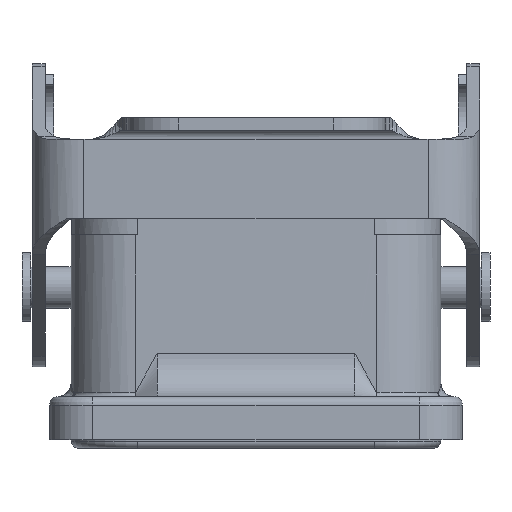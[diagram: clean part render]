
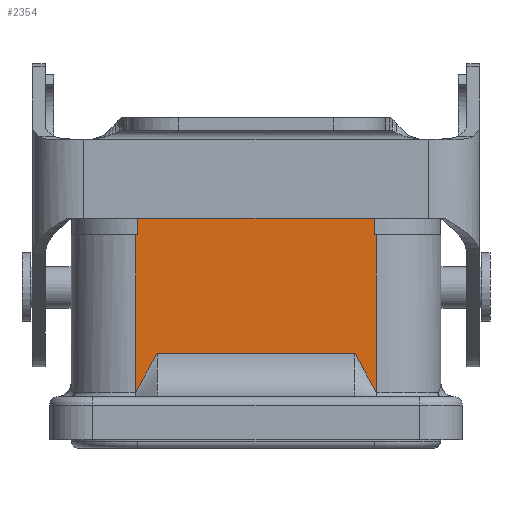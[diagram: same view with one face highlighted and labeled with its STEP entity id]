
A CAD part, left-side view. The second image highlights one B-rep face of the part: STEP entity #2354.
In plain terms, the highlighted planar face has unit normal (-1, 0, 0).
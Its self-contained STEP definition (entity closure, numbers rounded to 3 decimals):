
#1914=FACE_OUTER_BOUND('',#4736,.T.);
#2354=ADVANCED_FACE('',(#1914),#2779,.F.);
#2779=PLANE('',#10111);
#3183=LINE('',#14181,#3734);
#3184=LINE('',#14202,#3735);
#3185=LINE('',#14205,#3736);
#3186=LINE('',#14211,#3737);
#3187=LINE('',#14213,#3738);
#3188=LINE('',#14215,#3739);
#3189=LINE('',#14221,#3740);
#3190=LINE('',#14223,#3741);
#3734=VECTOR('',#11355,1.);
#3735=VECTOR('',#11358,1.);
#3736=VECTOR('',#11359,1.);
#3737=VECTOR('',#11360,1.);
#3738=VECTOR('',#11361,1.);
#3739=VECTOR('',#11362,1.);
#3740=VECTOR('',#11363,1.);
#3741=VECTOR('',#11364,1.);
#4143=B_SPLINE_CURVE_WITH_KNOTS('',3,(#14206,#14207,#14208,#14209),
 .UNSPECIFIED.,.F.,.F.,(4,4),(0.,1.),.UNSPECIFIED.);
#4144=B_SPLINE_CURVE_WITH_KNOTS('',3,(#14217,#14218,#14219,#14220),
 .UNSPECIFIED.,.F.,.F.,(4,4),(0.,1.),.UNSPECIFIED.);
#4736=EDGE_LOOP('',(#5965,#5966,#5967,#5968,#5969,#5970,#5971,#5972,#5973,
#5974));
#5965=ORIENTED_EDGE('',*,*,#8819,.F.);
#5966=ORIENTED_EDGE('',*,*,#8820,.F.);
#5967=ORIENTED_EDGE('',*,*,#8816,.F.);
#5968=ORIENTED_EDGE('',*,*,#8821,.F.);
#5969=ORIENTED_EDGE('',*,*,#8822,.F.);
#5970=ORIENTED_EDGE('',*,*,#8823,.T.);
#5971=ORIENTED_EDGE('',*,*,#8824,.F.);
#5972=ORIENTED_EDGE('',*,*,#8825,.F.);
#5973=ORIENTED_EDGE('',*,*,#8826,.F.);
#5974=ORIENTED_EDGE('',*,*,#8827,.F.);
#7627=VERTEX_POINT('',#12817);
#7858=VERTEX_POINT('',#13878);
#7890=VERTEX_POINT('',#14182);
#7892=VERTEX_POINT('',#14203);
#7893=VERTEX_POINT('',#14204);
#7894=VERTEX_POINT('',#14210);
#7895=VERTEX_POINT('',#14212);
#7896=VERTEX_POINT('',#14214);
#7897=VERTEX_POINT('',#14216);
#7898=VERTEX_POINT('',#14222);
#8816=EDGE_CURVE('',#7858,#7890,#3183,.T.);
#8819=EDGE_CURVE('',#7892,#7893,#3184,.T.);
#8820=EDGE_CURVE('',#7890,#7892,#3185,.T.);
#8821=EDGE_CURVE('',#7894,#7858,#4143,.T.);
#8822=EDGE_CURVE('',#7895,#7894,#3186,.T.);
#8823=EDGE_CURVE('',#7895,#7896,#3187,.T.);
#8824=EDGE_CURVE('',#7897,#7896,#3188,.T.);
#8825=EDGE_CURVE('',#7627,#7897,#4144,.T.);
#8826=EDGE_CURVE('',#7898,#7627,#3189,.T.);
#8827=EDGE_CURVE('',#7893,#7898,#3190,.T.);
#10111=AXIS2_PLACEMENT_3D('',#14224,#11365,#11366);
#11355=DIRECTION('',(0.,0.,-1.));
#11358=DIRECTION('',(0.,1.,0.));
#11359=DIRECTION('',(0.,0.486,0.874));
#11360=DIRECTION('',(0.,0.,-1.));
#11361=DIRECTION('',(0.,1.,0.));
#11362=DIRECTION('',(0.,0.,1.));
#11363=DIRECTION('',(0.,0.,1.));
#11364=DIRECTION('',(0.,0.486,-0.874));
#11365=DIRECTION('',(1.,0.,0.));
#11366=DIRECTION('',(0.,1.,0.));
#12817=CARTESIAN_POINT('',(-36.498,14.,23.8));
#13878=CARTESIAN_POINT('',(-36.498,-14.,23.8));
#14181=CARTESIAN_POINT('',(-36.5,-14.,23.8));
#14182=CARTESIAN_POINT('',(-36.5,-14.,5.5));
#14202=CARTESIAN_POINT('',(-36.5,-11.5,10.));
#14203=CARTESIAN_POINT('',(-36.5,-11.5,10.));
#14204=CARTESIAN_POINT('',(-36.5,11.5,10.));
#14205=CARTESIAN_POINT('',(-36.5,-14.,5.5));
#14206=CARTESIAN_POINT('',(-36.5,-13.75,23.8));
#14207=CARTESIAN_POINT('',(-36.5,-13.833,23.8));
#14208=CARTESIAN_POINT('',(-36.499,-13.917,23.8));
#14209=CARTESIAN_POINT('',(-36.496,-14.,23.8));
#14210=CARTESIAN_POINT('',(-36.5,-13.75,23.8));
#14211=CARTESIAN_POINT('',(-36.5,-13.75,27.8));
#14212=CARTESIAN_POINT('',(-36.5,-13.75,27.));
#14213=CARTESIAN_POINT('',(-36.5,12.25,27.));
#14214=CARTESIAN_POINT('',(-36.5,13.75,27.));
#14215=CARTESIAN_POINT('',(-36.5,13.75,27.8));
#14216=CARTESIAN_POINT('',(-36.5,13.75,23.8));
#14217=CARTESIAN_POINT('',(-36.496,14.,23.8));
#14218=CARTESIAN_POINT('',(-36.499,13.917,23.8));
#14219=CARTESIAN_POINT('',(-36.5,13.833,23.8));
#14220=CARTESIAN_POINT('',(-36.5,13.75,23.8));
#14221=CARTESIAN_POINT('',(-36.5,14.,5.5));
#14222=CARTESIAN_POINT('',(-36.5,14.,5.5));
#14223=CARTESIAN_POINT('',(-36.5,11.5,10.));
#14224=CARTESIAN_POINT('',(-36.5,-15.1,4.9));
